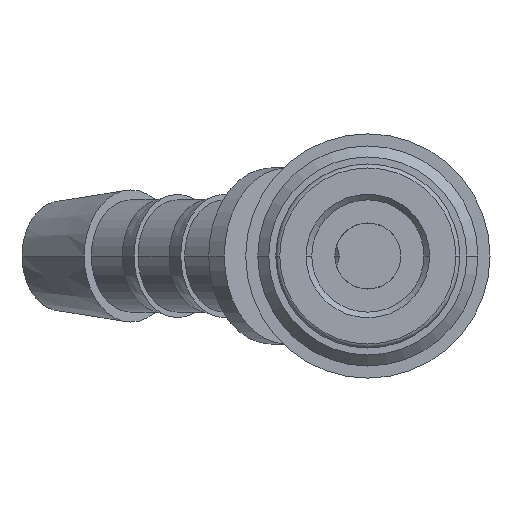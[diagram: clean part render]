
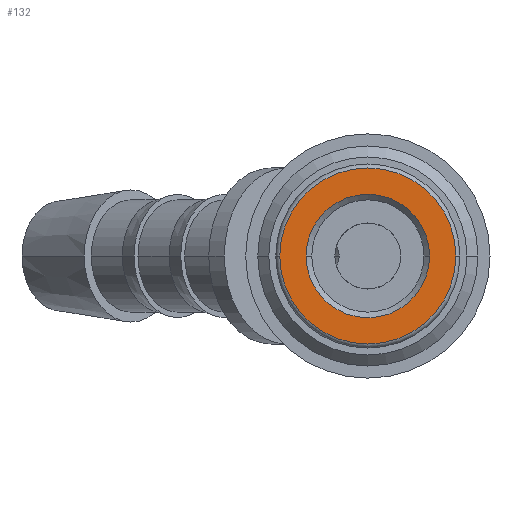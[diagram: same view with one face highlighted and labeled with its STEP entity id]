
A CAD part, front view. The second image highlights one B-rep face of the part: STEP entity #132.
In plain terms, the highlighted planar face has unit normal (0, -1, 0).
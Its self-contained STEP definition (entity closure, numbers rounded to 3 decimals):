
#132=ADVANCED_FACE('',(#300,#301),#302,.T.);
#300=FACE_BOUND('',#507,.T.);
#301=FACE_OUTER_BOUND('',#508,.T.);
#302=PLANE('',#509);
#507=EDGE_LOOP('',(#821,#822));
#508=EDGE_LOOP('',(#823,#824));
#509=AXIS2_PLACEMENT_3D('',#825,#826,#827);
#821=ORIENTED_EDGE('',*,*,#1158,.T.);
#822=ORIENTED_EDGE('',*,*,#1227,.T.);
#823=ORIENTED_EDGE('',*,*,#1200,.T.);
#824=ORIENTED_EDGE('',*,*,#1237,.T.);
#825=CARTESIAN_POINT('',(0.0,0.0,0.0));
#826=DIRECTION('',(0.0,-1.0,0.0));
#827=DIRECTION('',(-1.0,0.0,0.0));
#1158=EDGE_CURVE('',#1365,#1363,#1366,.T.);
#1200=EDGE_CURVE('',#1429,#1434,#1436,.T.);
#1227=EDGE_CURVE('',#1363,#1365,#1474,.T.);
#1237=EDGE_CURVE('',#1434,#1429,#1486,.T.);
#1363=VERTEX_POINT('',#1635);
#1365=VERTEX_POINT('',#1638);
#1366=CIRCLE('',#1639,2.805);
#1429=VERTEX_POINT('',#1713);
#1434=VERTEX_POINT('',#1719);
#1436=CIRCLE('',#1722,4.0);
#1474=CIRCLE('',#1820,2.805);
#1486=CIRCLE('',#1834,4.0);
#1635=CARTESIAN_POINT('',(2.805,0.0,0.));
#1638=CARTESIAN_POINT('',(-2.805,0.0,0.));
#1639=AXIS2_PLACEMENT_3D('',#2053,#2054,#2055);
#1713=CARTESIAN_POINT('',(4.0,0.0,0.0));
#1719=CARTESIAN_POINT('',(-4.0,0.0,0.));
#1722=AXIS2_PLACEMENT_3D('',#2126,#2127,#2128);
#1820=AXIS2_PLACEMENT_3D('',#2171,#2172,#2173);
#1834=AXIS2_PLACEMENT_3D('',#2188,#2189,#2190);
#2053=CARTESIAN_POINT('',(0.0,0.0,0.0));
#2054=DIRECTION('',(-0.0,1.0,0.0));
#2055=DIRECTION('',(1.0,0.0,0.0));
#2126=CARTESIAN_POINT('',(0.0,0.0,0.0));
#2127=DIRECTION('',(0.0,-1.0,0.0));
#2128=DIRECTION('',(1.0,0.0,0.0));
#2171=CARTESIAN_POINT('',(0.0,0.0,0.0));
#2172=DIRECTION('',(-0.0,1.0,0.0));
#2173=DIRECTION('',(1.0,0.0,0.0));
#2188=CARTESIAN_POINT('',(0.0,0.0,0.0));
#2189=DIRECTION('',(0.0,-1.0,0.0));
#2190=DIRECTION('',(1.0,0.0,0.0));
